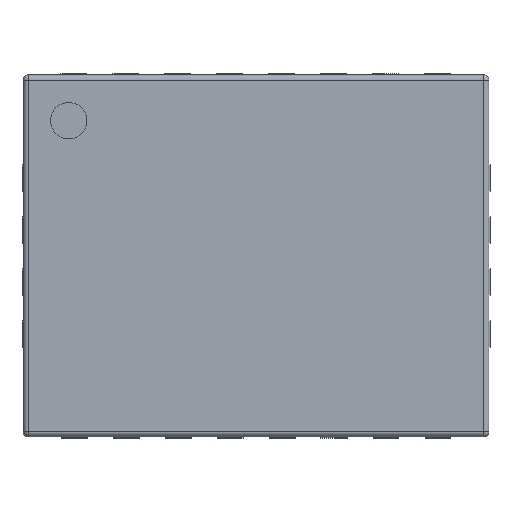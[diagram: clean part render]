
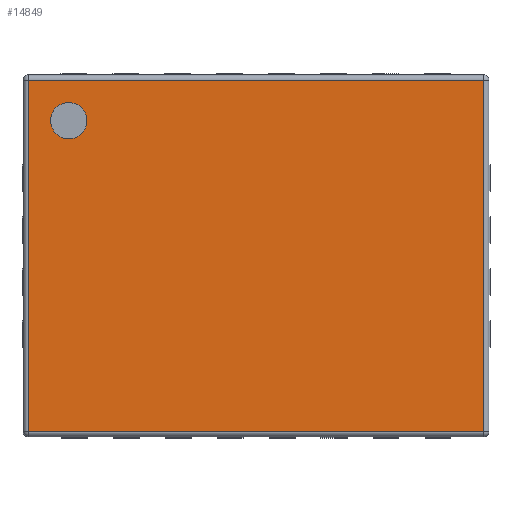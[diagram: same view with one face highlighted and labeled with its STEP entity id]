
A CAD part, top view. The second image highlights one B-rep face of the part: STEP entity #14849.
In plain terms, the highlighted planar face has unit normal (0, 0, 1).
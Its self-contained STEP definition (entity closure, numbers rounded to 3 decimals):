
#3558 = CYLINDRICAL_SURFACE('',#3559,0.05);
#3559 = AXIS2_PLACEMENT_3D('',#3560,#3561,#3562);
#3560 = CARTESIAN_POINT('',(-1.74,-2.19,0.83));
#3561 = DIRECTION('',(1.,0.,0.));
#3562 = DIRECTION('',(0.,-1.,0.));
#12528 = VERTEX_POINT('',#12529);
#12529 = CARTESIAN_POINT('',(-1.69,-2.19,0.88));
#12551 = EDGE_CURVE('',#12528,#12552,#12554,.T.);
#12552 = VERTEX_POINT('',#12553);
#12553 = CARTESIAN_POINT('',(1.69,-2.19,0.88));
#12554 = SURFACE_CURVE('',#12555,(#12559,#12566),.PCURVE_S1.);
#12555 = LINE('',#12556,#12557);
#12556 = CARTESIAN_POINT('',(-1.74,-2.19,0.88));
#12557 = VECTOR('',#12558,1.);
#12558 = DIRECTION('',(1.,0.,0.));
#12559 = PCURVE('',#3558,#12560);
#12560 = DEFINITIONAL_REPRESENTATION('',(#12561),#12565);
#12561 = LINE('',#12562,#12563);
#12562 = CARTESIAN_POINT('',(-1.571,0.));
#12563 = VECTOR('',#12564,1.);
#12564 = DIRECTION('',(-0.,1.));
#12565 = ( GEOMETRIC_REPRESENTATION_CONTEXT(2) 
PARAMETRIC_REPRESENTATION_CONTEXT() REPRESENTATION_CONTEXT('2D SPACE',''
  ) );
#12566 = PCURVE('',#12567,#12572);
#12567 = PLANE('',#12568);
#12568 = AXIS2_PLACEMENT_3D('',#12569,#12570,#12571);
#12569 = CARTESIAN_POINT('',(-1.74,-2.24,0.88));
#12570 = DIRECTION('',(0.,0.,1.));
#12571 = DIRECTION('',(1.,0.,0.));
#12572 = DEFINITIONAL_REPRESENTATION('',(#12573),#12577);
#12573 = LINE('',#12574,#12575);
#12574 = CARTESIAN_POINT('',(0.,0.05));
#12575 = VECTOR('',#12576,1.);
#12576 = DIRECTION('',(1.,0.));
#12577 = ( GEOMETRIC_REPRESENTATION_CONTEXT(2) 
PARAMETRIC_REPRESENTATION_CONTEXT() REPRESENTATION_CONTEXT('2D SPACE',''
  ) );
#12985 = CYLINDRICAL_SURFACE('',#12986,0.05);
#12986 = AXIS2_PLACEMENT_3D('',#12987,#12988,#12989);
#12987 = CARTESIAN_POINT('',(-1.69,-2.19,0.83));
#12988 = DIRECTION('',(0.,1.,0.));
#12989 = DIRECTION('',(-1.,0.,0.));
#13647 = CYLINDRICAL_SURFACE('',#13648,0.05);
#13648 = AXIS2_PLACEMENT_3D('',#13649,#13650,#13651);
#13649 = CARTESIAN_POINT('',(1.69,-2.19,0.83));
#13650 = DIRECTION('',(0.,1.,0.));
#13651 = DIRECTION('',(0.,0.,1.));
#14154 = CYLINDRICAL_SURFACE('',#14155,0.05);
#14155 = AXIS2_PLACEMENT_3D('',#14156,#14157,#14158);
#14156 = CARTESIAN_POINT('',(-1.74,2.19,0.83));
#14157 = DIRECTION('',(1.,0.,0.));
#14158 = DIRECTION('',(0.,1.,0.));
#14849 = ADVANCED_FACE('',(#14850,#14920),#12567,.T.);
#14850 = FACE_BOUND('',#14851,.T.);
#14851 = EDGE_LOOP('',(#14852,#14853,#14876,#14899));
#14852 = ORIENTED_EDGE('',*,*,#12551,.T.);
#14853 = ORIENTED_EDGE('',*,*,#14854,.T.);
#14854 = EDGE_CURVE('',#12552,#14855,#14857,.T.);
#14855 = VERTEX_POINT('',#14856);
#14856 = CARTESIAN_POINT('',(1.69,2.19,0.88));
#14857 = SURFACE_CURVE('',#14858,(#14862,#14869),.PCURVE_S1.);
#14858 = LINE('',#14859,#14860);
#14859 = CARTESIAN_POINT('',(1.69,-2.19,0.88));
#14860 = VECTOR('',#14861,1.);
#14861 = DIRECTION('',(0.,1.,0.));
#14862 = PCURVE('',#12567,#14863);
#14863 = DEFINITIONAL_REPRESENTATION('',(#14864),#14868);
#14864 = LINE('',#14865,#14866);
#14865 = CARTESIAN_POINT('',(3.43,0.05));
#14866 = VECTOR('',#14867,1.);
#14867 = DIRECTION('',(0.,1.));
#14868 = ( GEOMETRIC_REPRESENTATION_CONTEXT(2) 
PARAMETRIC_REPRESENTATION_CONTEXT() REPRESENTATION_CONTEXT('2D SPACE',''
  ) );
#14869 = PCURVE('',#13647,#14870);
#14870 = DEFINITIONAL_REPRESENTATION('',(#14871),#14875);
#14871 = LINE('',#14872,#14873);
#14872 = CARTESIAN_POINT('',(0.,0.));
#14873 = VECTOR('',#14874,1.);
#14874 = DIRECTION('',(0.,1.));
#14875 = ( GEOMETRIC_REPRESENTATION_CONTEXT(2) 
PARAMETRIC_REPRESENTATION_CONTEXT() REPRESENTATION_CONTEXT('2D SPACE',''
  ) );
#14876 = ORIENTED_EDGE('',*,*,#14877,.F.);
#14877 = EDGE_CURVE('',#14878,#14855,#14880,.T.);
#14878 = VERTEX_POINT('',#14879);
#14879 = CARTESIAN_POINT('',(-1.69,2.19,0.88));
#14880 = SURFACE_CURVE('',#14881,(#14885,#14892),.PCURVE_S1.);
#14881 = LINE('',#14882,#14883);
#14882 = CARTESIAN_POINT('',(-1.74,2.19,0.88));
#14883 = VECTOR('',#14884,1.);
#14884 = DIRECTION('',(1.,0.,0.));
#14885 = PCURVE('',#12567,#14886);
#14886 = DEFINITIONAL_REPRESENTATION('',(#14887),#14891);
#14887 = LINE('',#14888,#14889);
#14888 = CARTESIAN_POINT('',(0.,4.43));
#14889 = VECTOR('',#14890,1.);
#14890 = DIRECTION('',(1.,0.));
#14891 = ( GEOMETRIC_REPRESENTATION_CONTEXT(2) 
PARAMETRIC_REPRESENTATION_CONTEXT() REPRESENTATION_CONTEXT('2D SPACE',''
  ) );
#14892 = PCURVE('',#14154,#14893);
#14893 = DEFINITIONAL_REPRESENTATION('',(#14894),#14898);
#14894 = LINE('',#14895,#14896);
#14895 = CARTESIAN_POINT('',(1.571,0.));
#14896 = VECTOR('',#14897,1.);
#14897 = DIRECTION('',(0.,1.));
#14898 = ( GEOMETRIC_REPRESENTATION_CONTEXT(2) 
PARAMETRIC_REPRESENTATION_CONTEXT() REPRESENTATION_CONTEXT('2D SPACE',''
  ) );
#14899 = ORIENTED_EDGE('',*,*,#14900,.F.);
#14900 = EDGE_CURVE('',#12528,#14878,#14901,.T.);
#14901 = SURFACE_CURVE('',#14902,(#14906,#14913),.PCURVE_S1.);
#14902 = LINE('',#14903,#14904);
#14903 = CARTESIAN_POINT('',(-1.69,-2.19,0.88));
#14904 = VECTOR('',#14905,1.);
#14905 = DIRECTION('',(0.,1.,0.));
#14906 = PCURVE('',#12567,#14907);
#14907 = DEFINITIONAL_REPRESENTATION('',(#14908),#14912);
#14908 = LINE('',#14909,#14910);
#14909 = CARTESIAN_POINT('',(0.05,0.05));
#14910 = VECTOR('',#14911,1.);
#14911 = DIRECTION('',(0.,1.));
#14912 = ( GEOMETRIC_REPRESENTATION_CONTEXT(2) 
PARAMETRIC_REPRESENTATION_CONTEXT() REPRESENTATION_CONTEXT('2D SPACE',''
  ) );
#14913 = PCURVE('',#12985,#14914);
#14914 = DEFINITIONAL_REPRESENTATION('',(#14915),#14919);
#14915 = LINE('',#14916,#14917);
#14916 = CARTESIAN_POINT('',(1.571,0.));
#14917 = VECTOR('',#14918,1.);
#14918 = DIRECTION('',(0.,1.));
#14919 = ( GEOMETRIC_REPRESENTATION_CONTEXT(2) 
PARAMETRIC_REPRESENTATION_CONTEXT() REPRESENTATION_CONTEXT('2D SPACE',''
  ) );
#14920 = FACE_BOUND('',#14921,.T.);
#14921 = EDGE_LOOP('',(#14922));
#14922 = ORIENTED_EDGE('',*,*,#14923,.F.);
#14923 = EDGE_CURVE('',#14924,#14924,#14926,.T.);
#14924 = VERTEX_POINT('',#14925);
#14925 = CARTESIAN_POINT('',(-1.125,-1.8,0.88));
#14926 = SURFACE_CURVE('',#14927,(#14932,#14939),.PCURVE_S1.);
#14927 = CIRCLE('',#14928,0.175);
#14928 = AXIS2_PLACEMENT_3D('',#14929,#14930,#14931);
#14929 = CARTESIAN_POINT('',(-1.3,-1.8,0.88));
#14930 = DIRECTION('',(0.,0.,1.));
#14931 = DIRECTION('',(1.,0.,0.));
#14932 = PCURVE('',#12567,#14933);
#14933 = DEFINITIONAL_REPRESENTATION('',(#14934),#14938);
#14934 = CIRCLE('',#14935,0.175);
#14935 = AXIS2_PLACEMENT_2D('',#14936,#14937);
#14936 = CARTESIAN_POINT('',(0.44,0.44));
#14937 = DIRECTION('',(1.,0.));
#14938 = ( GEOMETRIC_REPRESENTATION_CONTEXT(2) 
PARAMETRIC_REPRESENTATION_CONTEXT() REPRESENTATION_CONTEXT('2D SPACE',''
  ) );
#14939 = PCURVE('',#14940,#14945);
#14940 = CYLINDRICAL_SURFACE('',#14941,0.175);
#14941 = AXIS2_PLACEMENT_3D('',#14942,#14943,#14944);
#14942 = CARTESIAN_POINT('',(-1.3,-1.8,0.88));
#14943 = DIRECTION('',(-0.,-0.,-1.));
#14944 = DIRECTION('',(1.,0.,0.));
#14945 = DEFINITIONAL_REPRESENTATION('',(#14946),#14950);
#14946 = LINE('',#14947,#14948);
#14947 = CARTESIAN_POINT('',(-0.,0.));
#14948 = VECTOR('',#14949,1.);
#14949 = DIRECTION('',(-1.,0.));
#14950 = ( GEOMETRIC_REPRESENTATION_CONTEXT(2) 
PARAMETRIC_REPRESENTATION_CONTEXT() REPRESENTATION_CONTEXT('2D SPACE',''
  ) );
